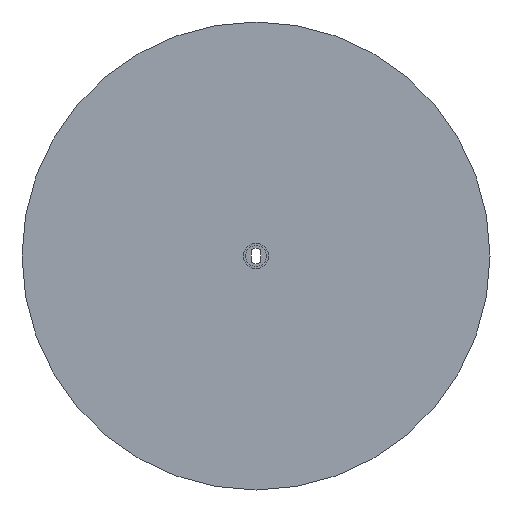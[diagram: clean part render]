
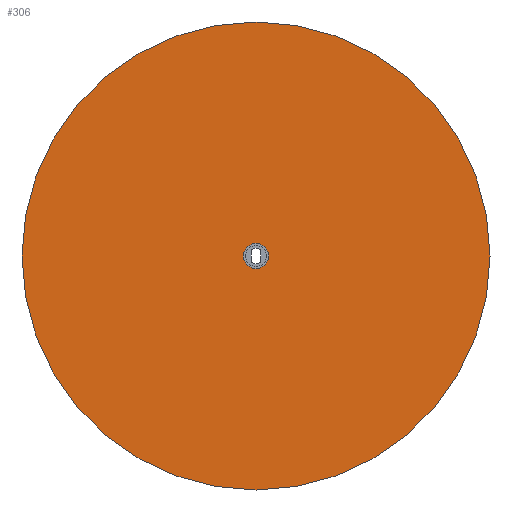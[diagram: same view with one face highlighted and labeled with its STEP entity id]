
A CAD part, front view. The second image highlights one B-rep face of the part: STEP entity #306.
In plain terms, the highlighted planar face has unit normal (0, -1, 0).
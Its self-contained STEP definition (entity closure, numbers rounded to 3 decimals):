
#9 = CARTESIAN_POINT ( 'NONE',  ( -89., 0., 0. ) ) ;
#29 = VERTEX_POINT ( 'NONE', #151 ) ;
#34 = CARTESIAN_POINT ( 'NONE',  ( 89., 0., 0. ) ) ;
#39 = EDGE_CURVE ( 'NONE', #29, #226, #180, .T. ) ;
#40 = AXIS2_PLACEMENT_3D ( 'NONE', #96, #344, #249 ) ;
#43 = ORIENTED_EDGE ( 'NONE', *, *, #39, .F. ) ;
#69 = CARTESIAN_POINT ( 'NONE',  ( 0., 0., 0. ) ) ;
#87 = CIRCLE ( 'NONE', #232, 4.8 ) ;
#96 = CARTESIAN_POINT ( 'NONE',  ( 0., 0., 0. ) ) ;
#104 = FACE_OUTER_BOUND ( 'NONE', #461, .T. ) ;
#130 = DIRECTION ( 'NONE',  ( 0., 0., 1. ) ) ;
#148 = VERTEX_POINT ( 'NONE', #9 ) ;
#151 = CARTESIAN_POINT ( 'NONE',  ( 0., 0., 4.8 ) ) ;
#159 = EDGE_CURVE ( 'NONE', #148, #435, #270, .T. ) ;
#173 = CARTESIAN_POINT ( 'NONE',  ( 0., 0., 0. ) ) ;
#180 = CIRCLE ( 'NONE', #464, 4.8 ) ;
#226 = VERTEX_POINT ( 'NONE', #283 ) ;
#232 = AXIS2_PLACEMENT_3D ( 'NONE', #69, #398, #354 ) ;
#235 = DIRECTION ( 'NONE',  ( 0., -1., 0. ) ) ;
#238 = CARTESIAN_POINT ( 'NONE',  ( 0., 0., 0. ) ) ;
#242 = DIRECTION ( 'NONE',  ( 0., 1., 0. ) ) ;
#249 = DIRECTION ( 'NONE',  ( 1., 0., 0. ) ) ;
#270 = CIRCLE ( 'NONE', #391, 89. ) ;
#279 = FACE_BOUND ( 'NONE', #439, .T. ) ;
#283 = CARTESIAN_POINT ( 'NONE',  ( 0., 0., -4.8 ) ) ;
#294 = EDGE_CURVE ( 'NONE', #435, #148, #412, .T. ) ;
#295 = ORIENTED_EDGE ( 'NONE', *, *, #294, .F. ) ;
#306 = ADVANCED_FACE ( 'NONE', ( #279, #104 ), #459, .F. ) ;
#344 = DIRECTION ( 'NONE',  ( 0., 1., 0. ) ) ;
#352 = DIRECTION ( 'NONE',  ( 1., 0., 0. ) ) ;
#354 = DIRECTION ( 'NONE',  ( 0., 0., 1. ) ) ;
#387 = ORIENTED_EDGE ( 'NONE', *, *, #431, .F. ) ;
#391 = AXIS2_PLACEMENT_3D ( 'NONE', #173, #242, #352 ) ;
#398 = DIRECTION ( 'NONE',  ( 0., -1., 0. ) ) ;
#412 = CIRCLE ( 'NONE', #450, 89. ) ;
#422 = DIRECTION ( 'NONE',  ( 1., 0., 0. ) ) ;
#428 = DIRECTION ( 'NONE',  ( 0., 1., 0. ) ) ;
#431 = EDGE_CURVE ( 'NONE', #226, #29, #87, .T. ) ;
#435 = VERTEX_POINT ( 'NONE', #34 ) ;
#438 = ORIENTED_EDGE ( 'NONE', *, *, #159, .F. ) ;
#439 = EDGE_LOOP ( 'NONE', ( #43, #387 ) ) ;
#450 = AXIS2_PLACEMENT_3D ( 'NONE', #465, #428, #422 ) ;
#459 = PLANE ( 'NONE',  #40 ) ;
#461 = EDGE_LOOP ( 'NONE', ( #295, #438 ) ) ;
#464 = AXIS2_PLACEMENT_3D ( 'NONE', #238, #235, #130 ) ;
#465 = CARTESIAN_POINT ( 'NONE',  ( 0., 0., 0. ) ) ;
